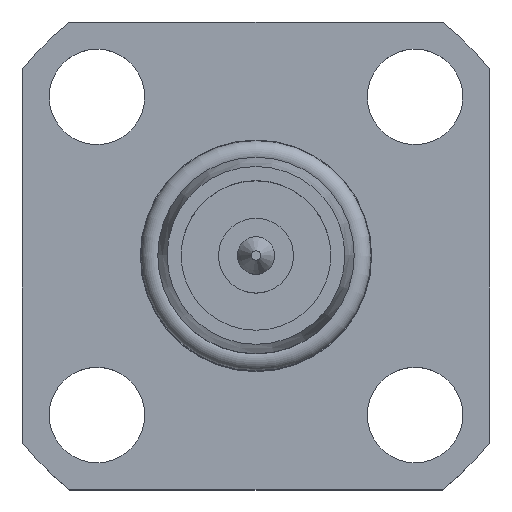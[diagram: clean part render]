
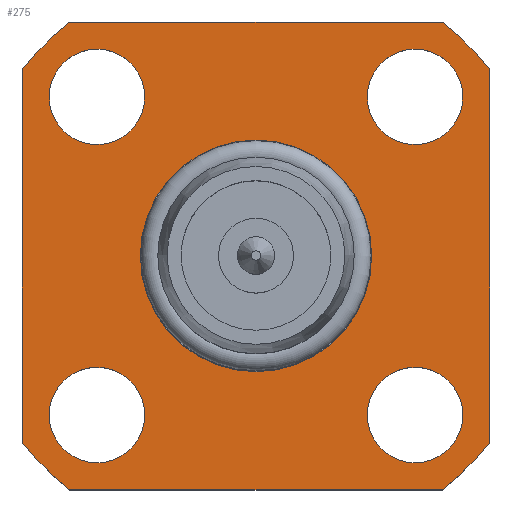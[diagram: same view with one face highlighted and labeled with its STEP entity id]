
A CAD part, top view. The second image highlights one B-rep face of the part: STEP entity #275.
In plain terms, the highlighted planar face has unit normal (0, 0, 1).
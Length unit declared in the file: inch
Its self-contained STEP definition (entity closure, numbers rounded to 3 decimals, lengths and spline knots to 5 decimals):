
#4 = DIRECTION ( 'NONE',  ( 1., 0., 0. ) ) ;
#10 = ORIENTED_EDGE ( 'NONE', *, *, #611, .F. ) ;
#30 = CARTESIAN_POINT ( 'NONE',  ( 0.19909, 0.25, 0. ) ) ;
#31 = DIRECTION ( 'NONE',  ( 1., 0., 0. ) ) ;
#33 = AXIS2_PLACEMENT_3D ( 'NONE', #220, #790, #165 ) ;
#37 = FACE_OUTER_BOUND ( 'NONE', #580, .T. ) ;
#39 = ORIENTED_EDGE ( 'NONE', *, *, #647, .T. ) ;
#49 = EDGE_LOOP ( 'NONE', ( #887 ) ) ;
#55 = FACE_BOUND ( 'NONE', #60, .T. ) ;
#60 = EDGE_LOOP ( 'NONE', ( #882 ) ) ;
#70 = VERTEX_POINT ( 'NONE', #411 ) ;
#82 = EDGE_CURVE ( 'NONE', #70, #70, #434, .T. ) ;
#87 = CIRCLE ( 'NONE', #904, 0.31959 ) ;
#88 = VERTEX_POINT ( 'NONE', #424 ) ;
#98 = EDGE_CURVE ( 'NONE', #196, #196, #863, .T. ) ;
#104 = CARTESIAN_POINT ( 'NONE',  ( 0., 0., 0. ) ) ;
#113 = DIRECTION ( 'NONE',  ( 0., 0., -1. ) ) ;
#116 = FACE_BOUND ( 'NONE', #639, .T. ) ;
#126 = CARTESIAN_POINT ( 'NONE',  ( 0.221, 0.17, 0. ) ) ;
#128 = ORIENTED_EDGE ( 'NONE', *, *, #877, .F. ) ;
#132 = ORIENTED_EDGE ( 'NONE', *, *, #738, .T. ) ;
#133 = CARTESIAN_POINT ( 'NONE',  ( -0.25, -0.19909, 0. ) ) ;
#134 = DIRECTION ( 'NONE',  ( 1., 0., 0. ) ) ;
#135 = CARTESIAN_POINT ( 'NONE',  ( -0.119, 0.17, 0. ) ) ;
#155 = DIRECTION ( 'NONE',  ( 0., 0., 1. ) ) ;
#163 = CARTESIAN_POINT ( 'NONE',  ( 0., 0., 0. ) ) ;
#165 = DIRECTION ( 'NONE',  ( 1., 0., 0. ) ) ;
#168 = VERTEX_POINT ( 'NONE', #655 ) ;
#171 = ORIENTED_EDGE ( 'NONE', *, *, #791, .T. ) ;
#175 = EDGE_CURVE ( 'NONE', #540, #431, #584, .T. ) ;
#176 = LINE ( 'NONE', #251, #607 ) ;
#192 = CARTESIAN_POINT ( 'NONE',  ( -0.119, -0.17, 0. ) ) ;
#196 = VERTEX_POINT ( 'NONE', #192 ) ;
#201 = VERTEX_POINT ( 'NONE', #135 ) ;
#206 = AXIS2_PLACEMENT_3D ( 'NONE', #874, #724, #665 ) ;
#210 = ORIENTED_EDGE ( 'NONE', *, *, #532, .F. ) ;
#215 = ORIENTED_EDGE ( 'NONE', *, *, #175, .F. ) ;
#220 = CARTESIAN_POINT ( 'NONE',  ( 0.17, 0.17, 0. ) ) ;
#233 = CARTESIAN_POINT ( 'NONE',  ( -0.17, -0.17, 0. ) ) ;
#237 = DIRECTION ( 'NONE',  ( 0., -1., 0. ) ) ;
#240 = DIRECTION ( 'NONE',  ( 0., 1., 0. ) ) ;
#251 = CARTESIAN_POINT ( 'NONE',  ( -0.25, -0.25, 0. ) ) ;
#255 = CARTESIAN_POINT ( 'NONE',  ( -0.25, 0.25, 0. ) ) ;
#257 = FACE_BOUND ( 'NONE', #49, .T. ) ;
#267 = EDGE_LOOP ( 'NONE', ( #210 ) ) ;
#275 = ADVANCED_FACE ( 'NONE', ( #536, #875, #55, #257, #116, #37 ), #667, .F. ) ;
#288 = DIRECTION ( 'NONE',  ( -1., 0., 0. ) ) ;
#313 = DIRECTION ( 'NONE',  ( -1., 0., 0. ) ) ;
#314 = CIRCLE ( 'NONE', #33, 0.051 ) ;
#327 = DIRECTION ( 'NONE',  ( 1., 0., 0. ) ) ;
#332 = LINE ( 'NONE', #255, #632 ) ;
#335 = ORIENTED_EDGE ( 'NONE', *, *, #858, .T. ) ;
#341 = AXIS2_PLACEMENT_3D ( 'NONE', #481, #620, #288 ) ;
#357 = CARTESIAN_POINT ( 'NONE',  ( -0.17, 0.17, 0. ) ) ;
#359 = CIRCLE ( 'NONE', #518, 0.31959 ) ;
#385 = LINE ( 'NONE', #706, #466 ) ;
#391 = AXIS2_PLACEMENT_3D ( 'NONE', #357, #631, #4 ) ;
#393 = DIRECTION ( 'NONE',  ( 1., 0., 0. ) ) ;
#411 = CARTESIAN_POINT ( 'NONE',  ( 0.221, -0.17, 0. ) ) ;
#413 = VERTEX_POINT ( 'NONE', #429 ) ;
#420 = CIRCLE ( 'NONE', #341, 0.31959 ) ;
#424 = CARTESIAN_POINT ( 'NONE',  ( -0.19909, 0.25, 0. ) ) ;
#429 = CARTESIAN_POINT ( 'NONE',  ( -0.25, 0.19909, 0. ) ) ;
#431 = VERTEX_POINT ( 'NONE', #901 ) ;
#434 = CIRCLE ( 'NONE', #705, 0.051 ) ;
#440 = DIRECTION ( 'NONE',  ( 0., 0., -1. ) ) ;
#454 = DIRECTION ( 'NONE',  ( 0., 0., 1. ) ) ;
#464 = VERTEX_POINT ( 'NONE', #133 ) ;
#466 = VECTOR ( 'NONE', #237, 39.37008 ) ;
#474 = CIRCLE ( 'NONE', #206, 0.12361 ) ;
#479 = VERTEX_POINT ( 'NONE', #678 ) ;
#481 = CARTESIAN_POINT ( 'NONE',  ( 0., 0., 0. ) ) ;
#491 = CARTESIAN_POINT ( 'NONE',  ( 0.17, -0.17, 0. ) ) ;
#493 = EDGE_CURVE ( 'NONE', #413, #88, #420, .T. ) ;
#498 = VERTEX_POINT ( 'NONE', #126 ) ;
#518 = AXIS2_PLACEMENT_3D ( 'NONE', #104, #454, #393 ) ;
#526 = DIRECTION ( 'NONE',  ( -1., 0., 0. ) ) ;
#532 = EDGE_CURVE ( 'NONE', #201, #201, #747, .T. ) ;
#536 = FACE_BOUND ( 'NONE', #267, .T. ) ;
#540 = VERTEX_POINT ( 'NONE', #896 ) ;
#580 = EDGE_LOOP ( 'NONE', ( #612, #39, #735, #132, #215, #871, #335, #171 ) ) ;
#584 = CIRCLE ( 'NONE', #898, 0.31959 ) ;
#594 = DIRECTION ( 'NONE',  ( 0., 0., -1. ) ) ;
#599 = DIRECTION ( 'NONE',  ( -1., 0., 0. ) ) ;
#607 = VECTOR ( 'NONE', #327, 39.37008 ) ;
#611 = EDGE_CURVE ( 'NONE', #498, #498, #314, .T. ) ;
#612 = ORIENTED_EDGE ( 'NONE', *, *, #493, .F. ) ;
#620 = DIRECTION ( 'NONE',  ( 0., 0., -1. ) ) ;
#631 = DIRECTION ( 'NONE',  ( 0., 0., 1. ) ) ;
#632 = VECTOR ( 'NONE', #526, 39.37008 ) ;
#639 = EDGE_LOOP ( 'NONE', ( #128 ) ) ;
#647 = EDGE_CURVE ( 'NONE', #413, #464, #385, .T. ) ;
#655 = CARTESIAN_POINT ( 'NONE',  ( 0.25, 0.19909, 0. ) ) ;
#665 = DIRECTION ( 'NONE',  ( -1., 0., 0. ) ) ;
#667 = PLANE ( 'NONE',  #740 ) ;
#672 = VERTEX_POINT ( 'NONE', #30 ) ;
#678 = CARTESIAN_POINT ( 'NONE',  ( -0.12361, 0., 0. ) ) ;
#705 = AXIS2_PLACEMENT_3D ( 'NONE', #491, #764, #134 ) ;
#706 = CARTESIAN_POINT ( 'NONE',  ( -0.25, -0.25, 0. ) ) ;
#724 = DIRECTION ( 'NONE',  ( 0., 0., 1. ) ) ;
#725 = CARTESIAN_POINT ( 'NONE',  ( 0., 0., 0. ) ) ;
#728 = AXIS2_PLACEMENT_3D ( 'NONE', #233, #155, #31 ) ;
#730 = CARTESIAN_POINT ( 'NONE',  ( 0., 0., 0. ) ) ;
#735 = ORIENTED_EDGE ( 'NONE', *, *, #826, .F. ) ;
#738 = EDGE_CURVE ( 'NONE', #802, #431, #176, .T. ) ;
#740 = AXIS2_PLACEMENT_3D ( 'NONE', #725, #594, #886 ) ;
#742 = EDGE_LOOP ( 'NONE', ( #10 ) ) ;
#746 = LINE ( 'NONE', #796, #862 ) ;
#747 = CIRCLE ( 'NONE', #391, 0.051 ) ;
#764 = DIRECTION ( 'NONE',  ( 0., 0., 1. ) ) ;
#790 = DIRECTION ( 'NONE',  ( 0., 0., 1. ) ) ;
#791 = EDGE_CURVE ( 'NONE', #672, #88, #332, .T. ) ;
#796 = CARTESIAN_POINT ( 'NONE',  ( 0.25, -0.25, 0. ) ) ;
#802 = VERTEX_POINT ( 'NONE', #813 ) ;
#813 = CARTESIAN_POINT ( 'NONE',  ( -0.19909, -0.25, 0. ) ) ;
#826 = EDGE_CURVE ( 'NONE', #802, #464, #87, .T. ) ;
#853 = EDGE_CURVE ( 'NONE', #540, #168, #746, .T. ) ;
#858 = EDGE_CURVE ( 'NONE', #168, #672, #359, .T. ) ;
#862 = VECTOR ( 'NONE', #240, 39.37008 ) ;
#863 = CIRCLE ( 'NONE', #728, 0.051 ) ;
#871 = ORIENTED_EDGE ( 'NONE', *, *, #853, .T. ) ;
#874 = CARTESIAN_POINT ( 'NONE',  ( 0., 0., 0. ) ) ;
#875 = FACE_BOUND ( 'NONE', #742, .T. ) ;
#877 = EDGE_CURVE ( 'NONE', #479, #479, #474, .T. ) ;
#882 = ORIENTED_EDGE ( 'NONE', *, *, #82, .F. ) ;
#886 = DIRECTION ( 'NONE',  ( 0., -1., 0. ) ) ;
#887 = ORIENTED_EDGE ( 'NONE', *, *, #98, .F. ) ;
#896 = CARTESIAN_POINT ( 'NONE',  ( 0.25, -0.19909, 0. ) ) ;
#898 = AXIS2_PLACEMENT_3D ( 'NONE', #163, #440, #313 ) ;
#901 = CARTESIAN_POINT ( 'NONE',  ( 0.19909, -0.25, 0. ) ) ;
#904 = AXIS2_PLACEMENT_3D ( 'NONE', #730, #113, #599 ) ;
